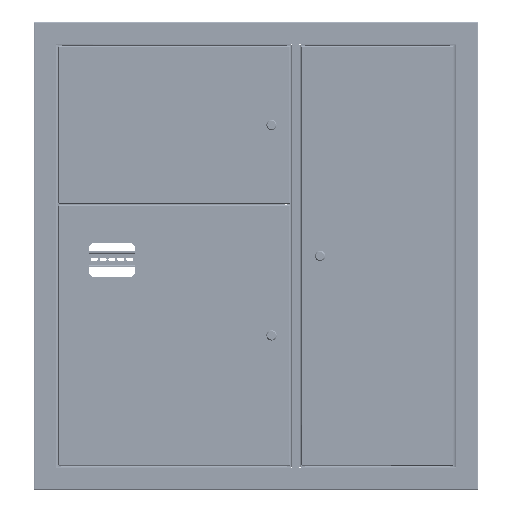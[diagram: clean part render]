
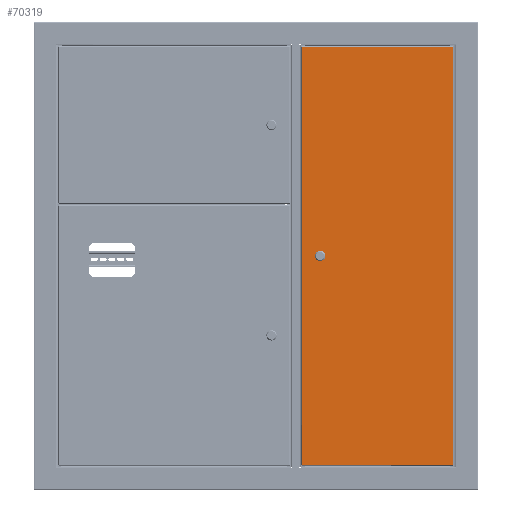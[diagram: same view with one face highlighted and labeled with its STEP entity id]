
A CAD part, top view. The second image highlights one B-rep face of the part: STEP entity #70319.
In plain terms, the highlighted planar face has unit normal (0, 0, 1).
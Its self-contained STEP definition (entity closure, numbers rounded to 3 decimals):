
#708 = CARTESIAN_POINT ( 'NONE',  ( 1.7, 324., 0. ) ) ;
#1567 = PLANE ( 'NONE',  #20095 ) ;
#2158 = CARTESIAN_POINT ( 'NONE',  ( 1.7, 1.7, 0. ) ) ;
#2293 = VERTEX_POINT ( 'NONE', #33077 ) ;
#3469 = VERTEX_POINT ( 'NONE', #708 ) ;
#3891 = CIRCLE ( 'NONE', #32839, 9.25 ) ;
#4329 = EDGE_LOOP ( 'NONE', ( #28961, #59766, #45630, #13203, #75563 ) ) ;
#6015 = CARTESIAN_POINT ( 'NONE',  ( 444.551, 48.5, 0. ) ) ;
#6152 = CIRCLE ( 'NONE', #36357, 9.25 ) ;
#7215 = EDGE_CURVE ( 'NONE', #77659, #72390, #39006, .T. ) ;
#7349 = DIRECTION ( 'NONE',  ( -1., 0., 0. ) ) ;
#8061 = CARTESIAN_POINT ( 'NONE',  ( 1.7, 324.293, 0. ) ) ;
#9999 = EDGE_CURVE ( 'NONE', #3469, #79714, #14385, .T. ) ;
#10329 = VECTOR ( 'NONE', #54740, 1000. ) ;
#12576 = EDGE_CURVE ( 'NONE', #44453, #69947, #6152, .T. ) ;
#13203 = ORIENTED_EDGE ( 'NONE', *, *, #7215, .F. ) ;
#13572 = EDGE_LOOP ( 'NONE', ( #19587, #22582, #58628, #79072 ) ) ;
#14385 = LINE ( 'NONE', #8061, #63424 ) ;
#14964 = DIRECTION ( 'NONE',  ( 0., 0., 1. ) ) ;
#15694 = DIRECTION ( 'NONE',  ( 1., 0., 0. ) ) ;
#19587 = ORIENTED_EDGE ( 'NONE', *, *, #19752, .T. ) ;
#19752 = EDGE_CURVE ( 'NONE', #79714, #23160, #71605, .T. ) ;
#20095 = AXIS2_PLACEMENT_3D ( 'NONE', #43458, #56540, #84085 ) ;
#22582 = ORIENTED_EDGE ( 'NONE', *, *, #74669, .T. ) ;
#23160 = VERTEX_POINT ( 'NONE', #38723 ) ;
#27257 = DIRECTION ( 'NONE',  ( 0., 1., 0. ) ) ;
#28961 = ORIENTED_EDGE ( 'NONE', *, *, #74721, .F. ) ;
#29019 = DIRECTION ( 'NONE',  ( 1., 0., 0. ) ) ;
#29954 = VECTOR ( 'NONE', #80960, 1000. ) ;
#30212 = DIRECTION ( 'NONE',  ( 1., 0., 0. ) ) ;
#32839 = AXIS2_PLACEMENT_3D ( 'NONE', #65851, #45479, #30212 ) ;
#33027 = CARTESIAN_POINT ( 'NONE',  ( 894.993, 324., 0. ) ) ;
#33077 = CARTESIAN_POINT ( 'NONE',  ( 894.7, 324., 0. ) ) ;
#33555 = CARTESIAN_POINT ( 'NONE',  ( 451.849, 48.5, 0. ) ) ;
#34002 = CARTESIAN_POINT ( 'NONE',  ( 448.2, 40., 0. ) ) ;
#34895 = CARTESIAN_POINT ( 'NONE',  ( 894.7, 0., 0. ) ) ;
#36357 = AXIS2_PLACEMENT_3D ( 'NONE', #70426, #14964, #42431 ) ;
#38723 = CARTESIAN_POINT ( 'NONE',  ( 894.7, 1.7, 0. ) ) ;
#39006 = LINE ( 'NONE', #66977, #29954 ) ;
#42089 = DIRECTION ( 'NONE',  ( 0., 0., 1. ) ) ;
#42117 = CARTESIAN_POINT ( 'NONE',  ( 444.551, 31.5, 0. ) ) ;
#42431 = DIRECTION ( 'NONE',  ( 1., 0., 0. ) ) ;
#42752 = VECTOR ( 'NONE', #15694, 1000. ) ;
#43458 = CARTESIAN_POINT ( 'NONE',  ( 0., 325.7, 0. ) ) ;
#44453 = VERTEX_POINT ( 'NONE', #85463 ) ;
#45479 = DIRECTION ( 'NONE',  ( 0., 0., 1. ) ) ;
#45630 = ORIENTED_EDGE ( 'NONE', *, *, #46734, .F. ) ;
#46734 = EDGE_CURVE ( 'NONE', #72390, #44453, #61924, .T. ) ;
#54740 = DIRECTION ( 'NONE',  ( -1., 0., 0. ) ) ;
#56540 = DIRECTION ( 'NONE',  ( 0., 0., -1. ) ) ;
#56984 = FACE_BOUND ( 'NONE', #4329, .T. ) ;
#58628 = ORIENTED_EDGE ( 'NONE', *, *, #76077, .T. ) ;
#59766 = ORIENTED_EDGE ( 'NONE', *, *, #12576, .F. ) ;
#60639 = VERTEX_POINT ( 'NONE', #6015 ) ;
#61924 = CIRCLE ( 'NONE', #80728, 9.25 ) ;
#63336 = FACE_OUTER_BOUND ( 'NONE', #13572, .T. ) ;
#63424 = VECTOR ( 'NONE', #69414, 1000. ) ;
#65382 = CARTESIAN_POINT ( 'NONE',  ( 451.849, 31.5, 0. ) ) ;
#65851 = CARTESIAN_POINT ( 'NONE',  ( 448.2, 40., 0. ) ) ;
#66843 = EDGE_CURVE ( 'NONE', #60639, #77659, #3891, .T. ) ;
#66977 = CARTESIAN_POINT ( 'NONE',  ( 451.849, 31.5, 0. ) ) ;
#69207 = LINE ( 'NONE', #33555, #10329 ) ;
#69362 = VECTOR ( 'NONE', #27257, 1000. ) ;
#69414 = DIRECTION ( 'NONE',  ( 0., -1., 0. ) ) ;
#69549 = LINE ( 'NONE', #33027, #83951 ) ;
#69947 = VERTEX_POINT ( 'NONE', #83322 ) ;
#70319 = ADVANCED_FACE ( 'NONE', ( #56984, #63336 ), #1567, .F. ) ;
#70426 = CARTESIAN_POINT ( 'NONE',  ( 448.2, 40., 0. ) ) ;
#71605 = LINE ( 'NONE', #2158, #42752 ) ;
#72390 = VERTEX_POINT ( 'NONE', #65382 ) ;
#74669 = EDGE_CURVE ( 'NONE', #23160, #2293, #88583, .T. ) ;
#74721 = EDGE_CURVE ( 'NONE', #69947, #60639, #69207, .T. ) ;
#75563 = ORIENTED_EDGE ( 'NONE', *, *, #66843, .F. ) ;
#76077 = EDGE_CURVE ( 'NONE', #2293, #3469, #69549, .T. ) ;
#77659 = VERTEX_POINT ( 'NONE', #42117 ) ;
#78007 = CARTESIAN_POINT ( 'NONE',  ( 1.7, 1.7, 0. ) ) ;
#79072 = ORIENTED_EDGE ( 'NONE', *, *, #9999, .T. ) ;
#79714 = VERTEX_POINT ( 'NONE', #78007 ) ;
#80728 = AXIS2_PLACEMENT_3D ( 'NONE', #34002, #42089, #29019 ) ;
#80960 = DIRECTION ( 'NONE',  ( 1., 0., 0. ) ) ;
#83322 = CARTESIAN_POINT ( 'NONE',  ( 451.849, 48.5, 0. ) ) ;
#83951 = VECTOR ( 'NONE', #7349, 1000. ) ;
#84085 = DIRECTION ( 'NONE',  ( -1., 0., 0. ) ) ;
#85463 = CARTESIAN_POINT ( 'NONE',  ( 457.45, 40., 0. ) ) ;
#88583 = LINE ( 'NONE', #34895, #69362 ) ;
